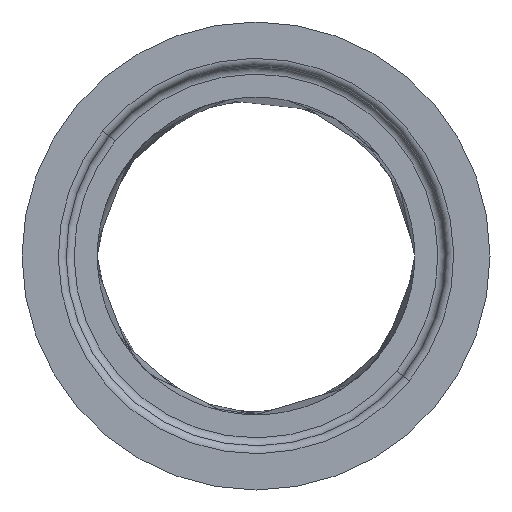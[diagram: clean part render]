
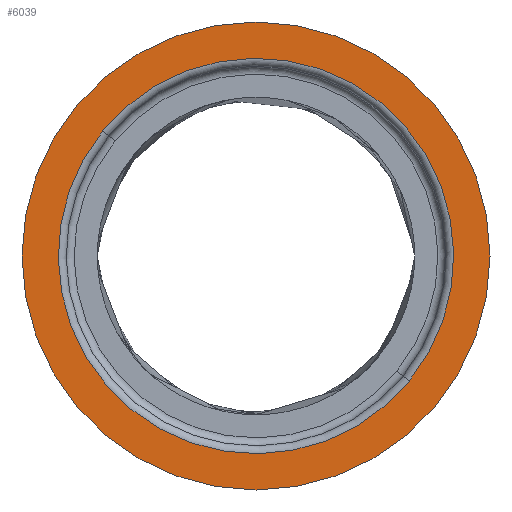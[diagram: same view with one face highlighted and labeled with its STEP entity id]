
A CAD part, front view. The second image highlights one B-rep face of the part: STEP entity #6039.
In plain terms, the highlighted face is planar.
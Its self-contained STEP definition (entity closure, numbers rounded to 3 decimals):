
#575 = PLANE ( 'NONE',  #21177 ) ;
#576 = AXIS2_PLACEMENT_3D ( 'NONE', #1138, #17199, #8291 ) ;
#1128 = CARTESIAN_POINT ( 'NONE',  ( 0., 0., -85. ) ) ;
#1138 = CARTESIAN_POINT ( 'NONE',  ( 0., 0., -85. ) ) ;
#1265 = AXIS2_PLACEMENT_3D ( 'NONE', #1128, #16966, #11792 ) ;
#2256 = CARTESIAN_POINT ( 'NONE',  ( 0., 0., -85. ) ) ;
#2593 = EDGE_LOOP ( 'NONE', ( #6748, #3703 ) ) ;
#2867 = EDGE_CURVE ( 'NONE', #14454, #20643, #20829, .T. ) ;
#3153 = DIRECTION ( 'NONE',  ( -1., 0., 0. ) ) ;
#3202 = ORIENTED_EDGE ( 'NONE', *, *, #9388, .T. ) ;
#3649 = VERTEX_POINT ( 'NONE', #14127 ) ;
#3703 = ORIENTED_EDGE ( 'NONE', *, *, #5001, .T. ) ;
#3742 = FACE_BOUND ( 'NONE', #13273, .T. ) ;
#3857 = CARTESIAN_POINT ( 'NONE',  ( -295., 0., -85. ) ) ;
#4672 = AXIS2_PLACEMENT_3D ( 'NONE', #7255, #19220, #3153 ) ;
#5001 = EDGE_CURVE ( 'NONE', #3649, #15721, #9185, .T. ) ;
#5444 = EDGE_CURVE ( 'NONE', #15721, #3649, #8070, .T. ) ;
#6039 = ADVANCED_FACE ( 'NONE', ( #3742, #11242 ), #575, .F. ) ;
#6748 = ORIENTED_EDGE ( 'NONE', *, *, #5444, .T. ) ;
#6951 = AXIS2_PLACEMENT_3D ( 'NONE', #2256, #9389, #11269 ) ;
#7255 = CARTESIAN_POINT ( 'NONE',  ( 0., 0., -85. ) ) ;
#8070 = CIRCLE ( 'NONE', #576, 295. ) ;
#8291 = DIRECTION ( 'NONE',  ( -1., 0., 0. ) ) ;
#9185 = CIRCLE ( 'NONE', #4672, 295. ) ;
#9388 = EDGE_CURVE ( 'NONE', #20643, #14454, #12958, .T. ) ;
#9389 = DIRECTION ( 'NONE',  ( 0., 0., 1. ) ) ;
#11242 = FACE_OUTER_BOUND ( 'NONE', #2593, .T. ) ;
#11269 = DIRECTION ( 'NONE',  ( 0.775, 0.632, 0. ) ) ;
#11792 = DIRECTION ( 'NONE',  ( 0.775, 0.632, 0. ) ) ;
#12958 = CIRCLE ( 'NONE', #6951, 249.3 ) ;
#13273 = EDGE_LOOP ( 'NONE', ( #3202, #14629 ) ) ;
#14127 = CARTESIAN_POINT ( 'NONE',  ( 295., 0., -85. ) ) ;
#14454 = VERTEX_POINT ( 'NONE', #19166 ) ;
#14629 = ORIENTED_EDGE ( 'NONE', *, *, #2867, .T. ) ;
#15721 = VERTEX_POINT ( 'NONE', #3857 ) ;
#16524 = DIRECTION ( 'NONE',  ( 1., 0., 0. ) ) ;
#16966 = DIRECTION ( 'NONE',  ( 0., 0., 1. ) ) ;
#17199 = DIRECTION ( 'NONE',  ( 0., 0., -1. ) ) ;
#19166 = CARTESIAN_POINT ( 'NONE',  ( -193.115, -157.662, -85. ) ) ;
#19220 = DIRECTION ( 'NONE',  ( 0., 0., -1. ) ) ;
#19812 = CARTESIAN_POINT ( 'NONE',  ( 0., 0., -85. ) ) ;
#20643 = VERTEX_POINT ( 'NONE', #22887 ) ;
#20829 = CIRCLE ( 'NONE', #1265, 249.3 ) ;
#21177 = AXIS2_PLACEMENT_3D ( 'NONE', #19812, #21695, #16524 ) ;
#21695 = DIRECTION ( 'NONE',  ( 0., 0., 1. ) ) ;
#22887 = CARTESIAN_POINT ( 'NONE',  ( 193.115, 157.662, -85. ) ) ;
